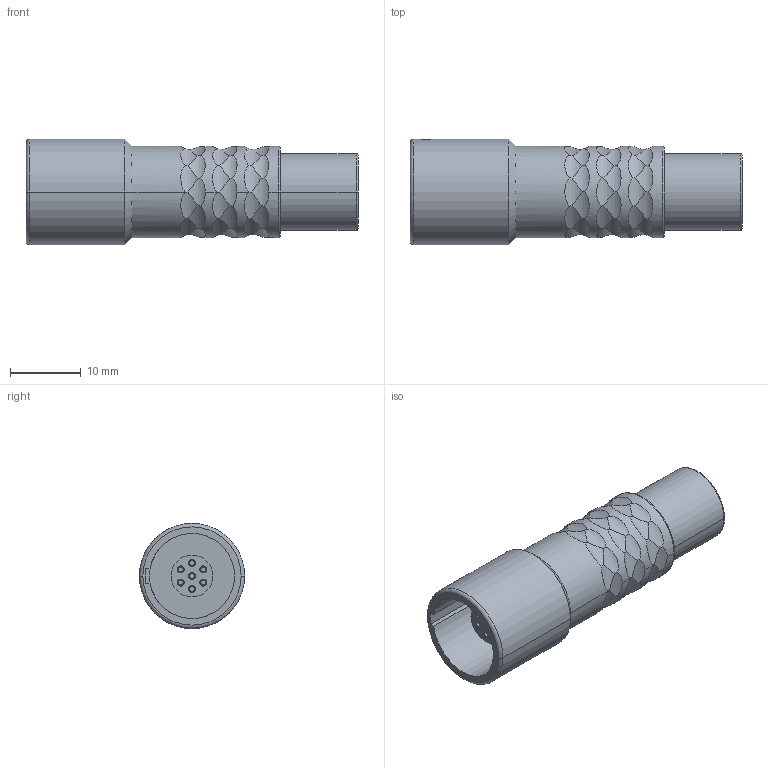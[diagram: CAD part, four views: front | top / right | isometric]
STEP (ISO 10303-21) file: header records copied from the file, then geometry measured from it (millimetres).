
FILE_DESCRIPTION((''),'2;1');
FILE_NAME('K11K0C-P07L','2013-01-22T',('rtrager'),(''),'PRO/ENGINEER BY PARAMETRIC TECHNOLOGY CORPORATION, 2010330','PRO/ENGINEER BY PARAMETRIC TECHNOLOGY CORPORATION, 2010330','');
FILE_SCHEMA(('CONFIG_CONTROL_DESIGN'));
Length unit declared in the file: millimetre
Products named in the file (1): K11K0C-P07L
Bounding box: 47 x 14.9 x 14.9 mm (x, y, z)
Volume: 4186.5 mm3; surface area: 3651.6 mm2
Topology: 1 solids, 1 shells, 214 faces, 538 edges, 346 vertices
Faces by surface type: cylinder 139, plane 39, cone 16, torus 12, bspline 8
Entity records: 7931 total; most frequent: CARTESIAN_POINT 3075, ORIENTED_EDGE 1076, DIRECTION 896, EDGE_CURVE 538, AXIS2_PLACEMENT_3D 376, VERTEX_POINT 346, EDGE_LOOP 234, B_SPLINE_CURVE_WITH_KNOTS 224
